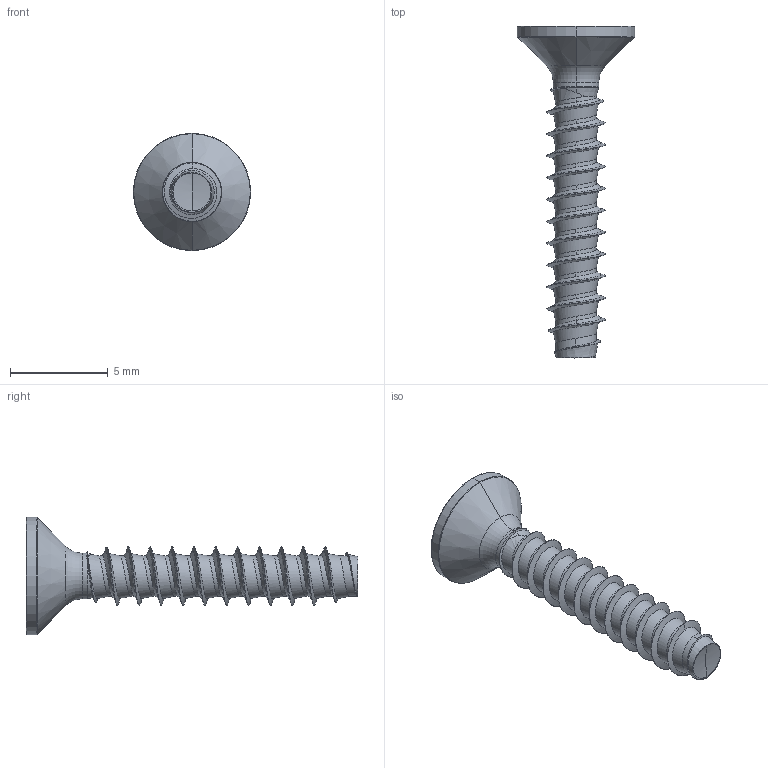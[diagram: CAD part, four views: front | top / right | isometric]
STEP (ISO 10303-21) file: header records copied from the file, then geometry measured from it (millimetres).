
FILE_DESCRIPTION (( 'STEP AP203' ), '1' );
FILE_NAME ('STP330300170.STEP', '2019-05-16T00:52:45', ( '' ), ( '' ), 'SwSTEP 2.0', 'SolidWorks 2015', '' );
FILE_SCHEMA (( 'CONFIG_CONTROL_DESIGN' ));
Length unit declared in the file: millimetre
Products named in the file (2): STP330300170
Bounding box: 6 x 17 x 6 mm (x, y, z)
Volume: 99.4 mm3; surface area: 242.3 mm2
Topology: 1 solids, 1 shells, 186 faces, 428 edges, 244 vertices
Faces by surface type: cylinder 70, bspline 51, sphere 26, plane 22, cone 11, torus 6
Entity records: 21917 total; most frequent: CARTESIAN_POINT 18070, ORIENTED_EDGE 852, DIRECTION 677, EDGE_CURVE 426, AXIS2_PLACEMENT_3D 276, VERTEX_POINT 244, EDGE_LOOP 188, ADVANCED_FACE 186
